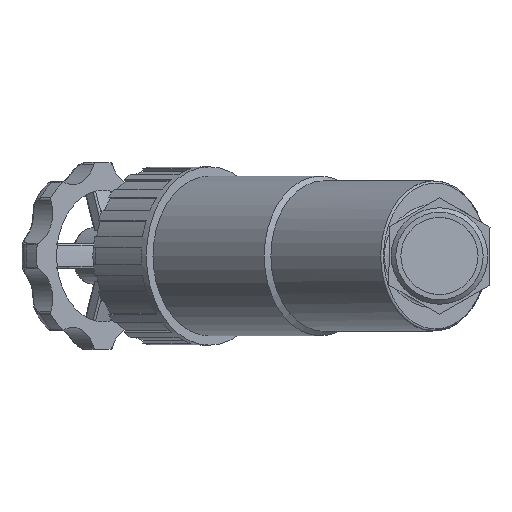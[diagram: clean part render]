
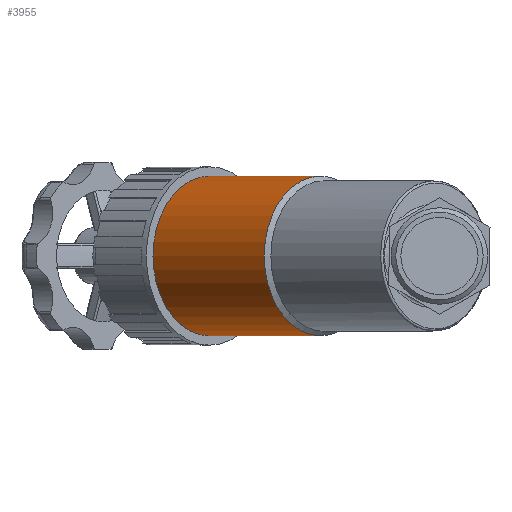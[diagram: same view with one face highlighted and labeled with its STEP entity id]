
A CAD part, left-side view. The second image highlights one B-rep face of the part: STEP entity #3955.
In plain terms, the highlighted cylindrical face has radius 39.589 mm (diameter 79.177 mm), a full revolution.
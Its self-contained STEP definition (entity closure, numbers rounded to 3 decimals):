
#601=FACE_BOUND('',#1457,.T.);
#686=CYLINDRICAL_SURFACE('',#4332,39.589);
#1218=FACE_OUTER_BOUND('',#1456,.T.);
#1456=EDGE_LOOP('',(#3592));
#1457=EDGE_LOOP('',(#3593));
#1701=CIRCLE('',#4331,39.589);
#1702=CIRCLE('',#4333,39.589);
#2026=VERTEX_POINT('',#8678);
#2027=VERTEX_POINT('',#8681);
#2564=EDGE_CURVE('',#2026,#2026,#1701,.T.);
#2565=EDGE_CURVE('',#2027,#2027,#1702,.T.);
#3592=ORIENTED_EDGE('',*,*,#2564,.T.);
#3593=ORIENTED_EDGE('',*,*,#2565,.F.);
#3955=ADVANCED_FACE('',(#1218,#601),#686,.T.);
#4331=AXIS2_PLACEMENT_3D('',#8679,#5258,#5259);
#4332=AXIS2_PLACEMENT_3D('',#8680,#5260,#5261);
#4333=AXIS2_PLACEMENT_3D('',#8682,#5262,#5263);
#5258=DIRECTION('center_axis',(0.707,0.707,0.));
#5259=DIRECTION('ref_axis',(0.707,-0.707,0.));
#5260=DIRECTION('center_axis',(0.707,0.707,0.));
#5261=DIRECTION('ref_axis',(-0.707,0.707,0.));
#5262=DIRECTION('center_axis',(0.707,0.707,0.));
#5263=DIRECTION('ref_axis',(0.707,-0.707,0.));
#8678=CARTESIAN_POINT('',(-4.933,86.874,0.));
#8679=CARTESIAN_POINT('Origin',(23.06,58.88,0.));
#8680=CARTESIAN_POINT('Origin',(50.642,86.462,0.));
#8681=CARTESIAN_POINT('',(50.23,142.037,0.));
#8682=CARTESIAN_POINT('Origin',(78.224,114.044,0.));
